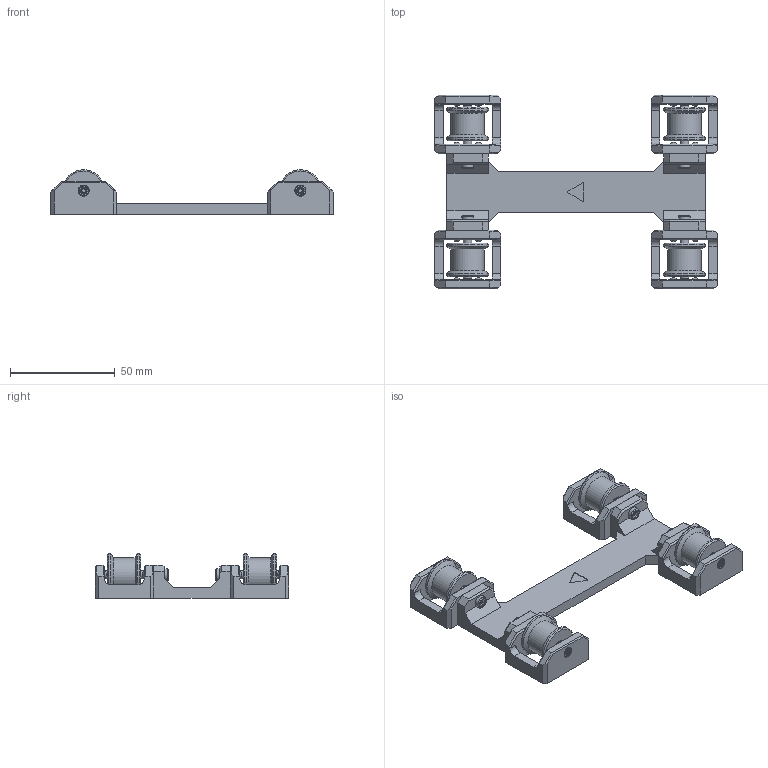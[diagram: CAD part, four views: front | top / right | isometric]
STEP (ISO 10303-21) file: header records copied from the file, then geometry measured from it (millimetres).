
FILE_DESCRIPTION(/* description */ (''),/* implementation_level */ '2;1');
FILE_NAME(/* name */ 'Spool Holder.step',/* time_stamp */ '2024-10-12T16:54:42Z',/* author */ (''),/* organization */ (''),/* preprocessor_version */ 'ST-DEVELOPER v20',/* originating_system */ 'Autodesk Translation Framework v13.20.0.188',/* authorisation */ '');
FILE_SCHEMA (('AUTOMOTIVE_DESIGN { 1 0 10303 214 3 1 1 }'));
Length unit declared in the file: millimetre
Products named in the file (8): Minimal holder; Spool; Roll; Roll_1; Roll_2; Roll_3; Heat Insert M3 Short 5x4; HW1868SC
Assembly tree (14 placements, depth 3):
  Minimal holder
    Spool
    Roll
      HW1868SC
      Heat Insert M3 Short 5x4
    Roll_1
      HW1868SC
      Heat Insert M3 Short 5x4
    Roll_2
      HW1868SC
      Heat Insert M3 Short 5x4
    Roll_3
      HW1868SC
      Heat Insert M3 Short 5x4
    HW1868SC
Bounding box: 134.7 x 92.42 x 21.25 mm (x, y, z)
Volume: 55108 mm3; surface area: 35160.7 mm2
Topology: 22 solids, 22 shells, 1056 faces, 2691 edges, 1709 vertices
Faces by surface type: plane 470, cylinder 249, bspline 168, cone 127, torus 26, sphere 16
Full cylindrical faces by diameter (mm): 2.529 x24, 2.927 x5, 3 x4, 3.086 x28, 3.3 x4, 3.4 x4, 4 x12, 4.25 x4, 4.4 x4, 5.5 x5, 6 x4, 6.2 x4, 20 x8
Entity records: 22996 total; most frequent: CARTESIAN_POINT 8641, ORIENTED_EDGE 3012, DIRECTION 2794, EDGE_CURVE 1506, VERTEX_POINT 970, AXIS2_PLACEMENT_3D 951, LINE 892, VECTOR 892
